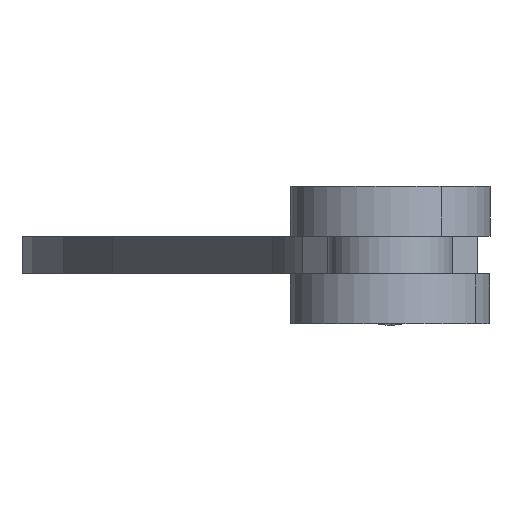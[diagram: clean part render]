
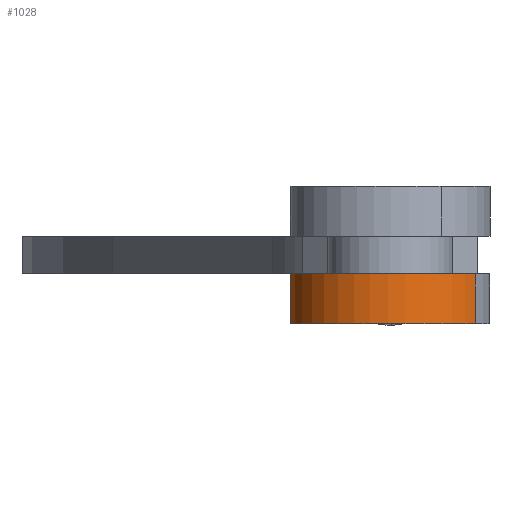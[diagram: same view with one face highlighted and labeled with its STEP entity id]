
A CAD part, left-side view. The second image highlights one B-rep face of the part: STEP entity #1028.
In plain terms, the highlighted cylindrical face has radius 8 mm (diameter 16 mm), a partial arc.
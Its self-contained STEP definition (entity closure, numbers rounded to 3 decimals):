
#32 = AXIS2_PLACEMENT_3D ( 'NONE', #397, #876, #1009 ) ;
#43 = EDGE_CURVE ( 'NONE', #1383, #460, #1918, .T. ) ;
#112 = ORIENTED_EDGE ( 'NONE', *, *, #1461, .F. ) ;
#120 = ORIENTED_EDGE ( 'NONE', *, *, #1148, .F. ) ;
#156 = CARTESIAN_POINT ( 'NONE',  ( -4.178, -6.822, -7. ) ) ;
#277 = EDGE_CURVE ( 'NONE', #1803, #460, #454, .T. ) ;
#279 = FACE_OUTER_BOUND ( 'NONE', #870, .T. ) ;
#397 = CARTESIAN_POINT ( 'NONE',  ( 0., 0., -3. ) ) ;
#454 = CIRCLE ( 'NONE', #1622, 8. ) ;
#460 = VERTEX_POINT ( 'NONE', #1005 ) ;
#490 = DIRECTION ( 'NONE',  ( 0., 0., -1. ) ) ;
#618 = DIRECTION ( 'NONE',  ( -0.853, 0.522, 0. ) ) ;
#748 = CARTESIAN_POINT ( 'NONE',  ( 4.178, 6.822, -3. ) ) ;
#773 = CARTESIAN_POINT ( 'NONE',  ( -4.178, -6.822, -3. ) ) ;
#870 = EDGE_LOOP ( 'NONE', ( #120, #1714, #1829, #112 ) ) ;
#876 = DIRECTION ( 'NONE',  ( 0., 0., 1. ) ) ;
#1005 = CARTESIAN_POINT ( 'NONE',  ( 4.178, 6.822, -7. ) ) ;
#1009 = DIRECTION ( 'NONE',  ( -0.853, 0.522, 0. ) ) ;
#1028 = ADVANCED_FACE ( 'NONE', ( #279 ), #1593, .T. ) ;
#1138 = CARTESIAN_POINT ( 'NONE',  ( 4.178, 6.822, -2.9 ) ) ;
#1142 = VECTOR ( 'NONE', #490, 1000. ) ;
#1148 = EDGE_CURVE ( 'NONE', #1383, #1814, #1982, .T. ) ;
#1262 = CARTESIAN_POINT ( 'NONE',  ( 0., 0., -7. ) ) ;
#1303 = LINE ( 'NONE', #1428, #1585 ) ;
#1383 = VERTEX_POINT ( 'NONE', #748 ) ;
#1409 = DIRECTION ( 'NONE',  ( 0., 0., -1. ) ) ;
#1428 = CARTESIAN_POINT ( 'NONE',  ( -4.178, -6.822, -2.9 ) ) ;
#1435 = AXIS2_PLACEMENT_3D ( 'NONE', #1747, #1724, #2056 ) ;
#1461 = EDGE_CURVE ( 'NONE', #1814, #1803, #1303, .T. ) ;
#1585 = VECTOR ( 'NONE', #1910, 1000. ) ;
#1593 = CYLINDRICAL_SURFACE ( 'NONE', #1435, 8. ) ;
#1622 = AXIS2_PLACEMENT_3D ( 'NONE', #1262, #1409, #618 ) ;
#1714 = ORIENTED_EDGE ( 'NONE', *, *, #43, .T. ) ;
#1724 = DIRECTION ( 'NONE',  ( 0., 0., -1. ) ) ;
#1747 = CARTESIAN_POINT ( 'NONE',  ( 0., 0., -2.9 ) ) ;
#1803 = VERTEX_POINT ( 'NONE', #156 ) ;
#1814 = VERTEX_POINT ( 'NONE', #773 ) ;
#1829 = ORIENTED_EDGE ( 'NONE', *, *, #277, .F. ) ;
#1910 = DIRECTION ( 'NONE',  ( 0., 0., -1. ) ) ;
#1918 = LINE ( 'NONE', #1138, #1142 ) ;
#1982 = CIRCLE ( 'NONE', #32, 8. ) ;
#2056 = DIRECTION ( 'NONE',  ( -0.522, -0.853, 0. ) ) ;
